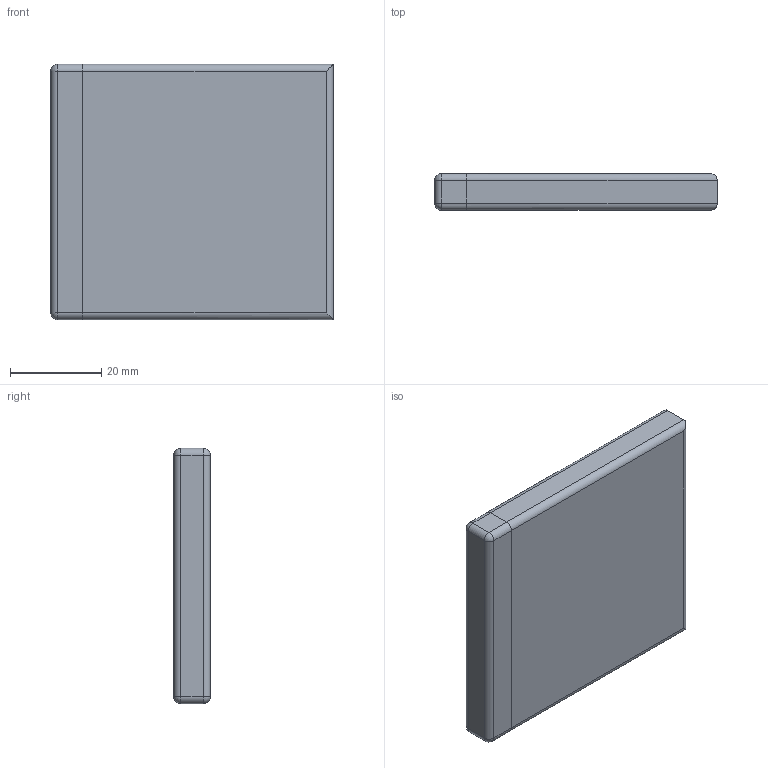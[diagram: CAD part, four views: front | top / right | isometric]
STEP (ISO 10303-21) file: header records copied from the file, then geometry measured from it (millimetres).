
FILE_DESCRIPTION (( 'STEP AP214' ), '1' );
FILE_NAME ('LIPO_805660.STEP', '2022-05-31T18:53:01', ( '' ), ( '' ), 'SwSTEP 2.0', 'SolidWorks 2021', '' );
FILE_SCHEMA (( 'AUTOMOTIVE_DESIGN' ));
Length unit declared in the file: millimetre
Products named in the file (1): LIPO_805660
Bounding box: 62 x 8.01 x 56 mm (x, y, z)
Volume: 27544.4 mm3; surface area: 9496.4 mm2
Topology: 16 solids, 16 shells, 316 faces, 840 edges, 552 vertices
Faces by surface type: bspline 178, plane 120, cylinder 14, sphere 4
Entity records: 15297 total; most frequent: CARTESIAN_POINT 8479, ORIENTED_EDGE 1672, EDGE_CURVE 836, DIRECTION 774, VERTEX_POINT 552, LINE 456, VECTOR 456, B_SPLINE_CURVE_WITH_KNOTS 356
